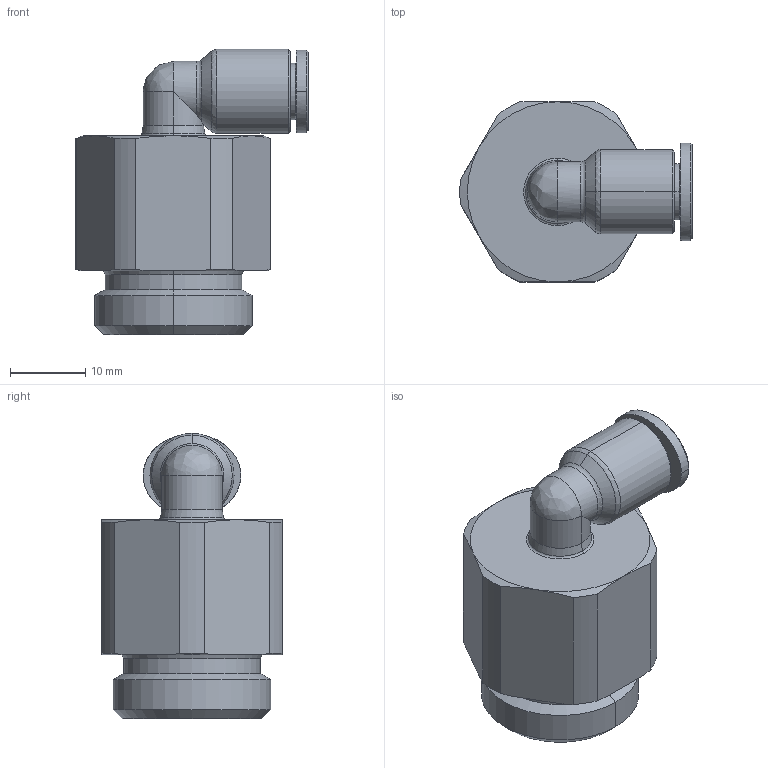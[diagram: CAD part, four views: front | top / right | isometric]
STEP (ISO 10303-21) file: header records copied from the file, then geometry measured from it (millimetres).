
FILE_DESCRIPTION (( 'STEP AP214' ), '1' );
FILE_NAME ('PLL06-G04.stp', '2015-09-11T13:37:36', ( '' ), ( '' ), 'SwSTEP 2.0', 'SolidWorks 2015', '' );
FILE_SCHEMA (( 'AUTOMOTIVE_DESIGN' ));
Length unit declared in the file: millimetre
Products named in the file (2): ｦ+ﾃｦ1; PLL06-G04
Assembly tree (1 placements, depth 2):
  PLL06-G04
    ｦ+ﾃｦ1
Bounding box: 30.94 x 24 x 38 mm (x, y, z)
Volume: 10008.3 mm3; surface area: 5095 mm2
Topology: 1 solids, 1 shells, 279 faces, 751 edges, 488 vertices
Faces by surface type: plane 178, bspline 35, cone 33, cylinder 30, torus 3
Entity records: 10615 total; most frequent: CARTESIAN_POINT 3158, ORIENTED_EDGE 1496, DIRECTION 1238, EDGE_CURVE 748, LINE 542, VECTOR 542, VERTEX_POINT 488, AXIS2_PLACEMENT_3D 348
